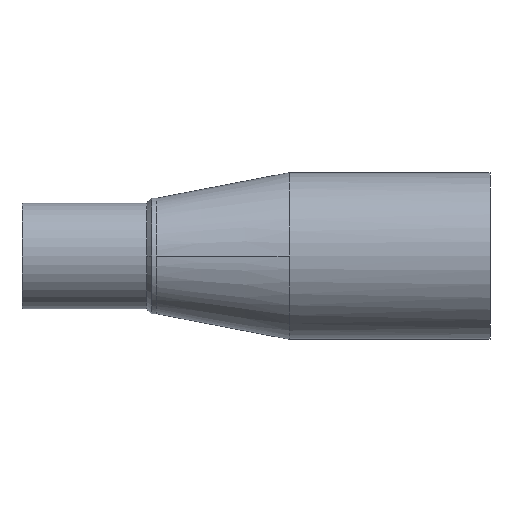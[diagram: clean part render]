
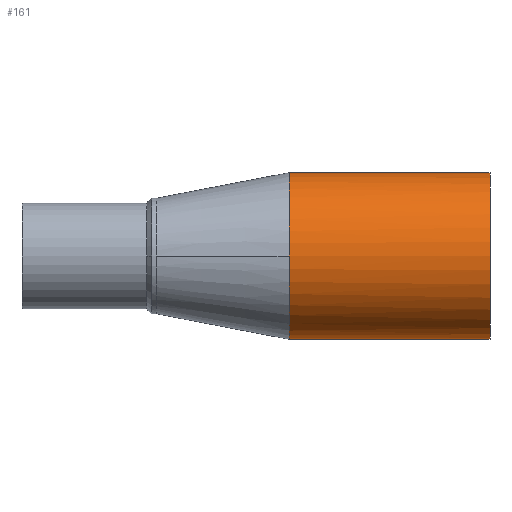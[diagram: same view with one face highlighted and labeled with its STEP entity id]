
A CAD part, front view. The second image highlights one B-rep face of the part: STEP entity #161.
In plain terms, the highlighted cylindrical face has radius 31.5 mm (diameter 63 mm), a partial arc.
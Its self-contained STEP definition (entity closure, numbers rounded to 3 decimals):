
#161 = ADVANCED_FACE( '', ( #395 ), #396, .T. );
#173 = VERTEX_POINT( '', #409 );
#189 = VERTEX_POINT( '', #427 );
#193 = VERTEX_POINT( '', #432 );
#197 = EDGE_CURVE( '', #211, #249, #436, .T. );
#209 = EDGE_CURVE( '', #249, #189, #448, .T. );
#211 = VERTEX_POINT( '', #450 );
#249 = VERTEX_POINT( '', #489 );
#251 = EDGE_CURVE( '', #173, #193, #491, .T. );
#275 = EDGE_CURVE( '', #193, #211, #517, .T. );
#281 = EDGE_CURVE( '', #189, #173, #523, .T. );
#395 = FACE_OUTER_BOUND( '', #698, .T. );
#396 = CYLINDRICAL_SURFACE( '', #699, 31.5 );
#409 = CARTESIAN_POINT( '', ( 177., 0., -31.5 ) );
#427 = CARTESIAN_POINT( '', ( 101., 0., -31.5 ) );
#432 = CARTESIAN_POINT( '', ( 177., 0., 31.5 ) );
#436 = B_SPLINE_CURVE_WITH_KNOTS( '', 3, ( #1106, #1107, #1108, #1109, #1110, #1111, #1112, #1113, #1114, #1115, #1116 ), .UNSPECIFIED., .F., .F., ( 4, 1, 1, 1, 1, 1, 1, 1, 4 ), ( 1.571, 1.767, 1.963, 2.16, 2.356, 2.553, 2.749, 2.945, 3.142 ), .UNSPECIFIED. );
#448 = B_SPLINE_CURVE_WITH_KNOTS( '', 3, ( #1157, #1158, #1159, #1160, #1161, #1162, #1163, #1164, #1165, #1166, #1167 ), .UNSPECIFIED., .F., .F., ( 4, 1, 1, 1, 1, 1, 1, 1, 4 ), ( 3.142, 3.338, 3.534, 3.731, 3.927, 4.123, 4.32, 4.516, 4.712 ), .UNSPECIFIED. );
#450 = CARTESIAN_POINT( '', ( 101., 0., 31.5 ) );
#489 = CARTESIAN_POINT( '', ( 101., -31.5, 0. ) );
#491 = CIRCLE( '', #1289, 31.5 );
#517 = LINE( '', #1355, #1356 );
#523 = LINE( '', #1368, #1369 );
#698 = EDGE_LOOP( '', ( #2578, #2579, #2580, #2581, #2582 ) );
#699 = AXIS2_PLACEMENT_3D( '', #2583, #2584, #2585 );
#1106 = CARTESIAN_POINT( '', ( 101., 0., 31.5 ) );
#1107 = CARTESIAN_POINT( '', ( 101., -2.062, 31.5 ) );
#1108 = CARTESIAN_POINT( '', ( 101., -6.185, 31.094 ) );
#1109 = CARTESIAN_POINT( '', ( 101., -12.132, 29.29 ) );
#1110 = CARTESIAN_POINT( '', ( 101., -17.613, 26.36 ) );
#1111 = CARTESIAN_POINT( '', ( 101., -22.417, 22.417 ) );
#1112 = CARTESIAN_POINT( '', ( 101., -26.36, 17.613 ) );
#1113 = CARTESIAN_POINT( '', ( 101., -29.29, 12.132 ) );
#1114 = CARTESIAN_POINT( '', ( 101., -31.094, 6.185 ) );
#1115 = CARTESIAN_POINT( '', ( 101., -31.5, 2.062 ) );
#1116 = CARTESIAN_POINT( '', ( 101., -31.5, 0. ) );
#1157 = CARTESIAN_POINT( '', ( 101., -31.5, 0. ) );
#1158 = CARTESIAN_POINT( '', ( 101., -31.5, -2.062 ) );
#1159 = CARTESIAN_POINT( '', ( 101., -31.094, -6.185 ) );
#1160 = CARTESIAN_POINT( '', ( 101., -29.29, -12.132 ) );
#1161 = CARTESIAN_POINT( '', ( 101., -26.36, -17.613 ) );
#1162 = CARTESIAN_POINT( '', ( 101., -22.417, -22.417 ) );
#1163 = CARTESIAN_POINT( '', ( 101., -17.613, -26.36 ) );
#1164 = CARTESIAN_POINT( '', ( 101., -12.132, -29.29 ) );
#1165 = CARTESIAN_POINT( '', ( 101., -6.185, -31.094 ) );
#1166 = CARTESIAN_POINT( '', ( 101., -2.062, -31.5 ) );
#1167 = CARTESIAN_POINT( '', ( 101., 0., -31.5 ) );
#1289 = AXIS2_PLACEMENT_3D( '', #2655, #2656, #2657 );
#1355 = CARTESIAN_POINT( '', ( 101., 0., 31.5 ) );
#1356 = VECTOR( '', #2679, 1. );
#1368 = CARTESIAN_POINT( '', ( 101., 0., -31.5 ) );
#1369 = VECTOR( '', #2683, 1. );
#2578 = ORIENTED_EDGE( '', *, *, #281, .T. );
#2579 = ORIENTED_EDGE( '', *, *, #251, .T. );
#2580 = ORIENTED_EDGE( '', *, *, #275, .T. );
#2581 = ORIENTED_EDGE( '', *, *, #197, .T. );
#2582 = ORIENTED_EDGE( '', *, *, #209, .T. );
#2583 = CARTESIAN_POINT( '', ( 101., 0., 0. ) );
#2584 = DIRECTION( '', ( -1., 0., 0. ) );
#2585 = DIRECTION( '', ( 0., 0., -1. ) );
#2655 = CARTESIAN_POINT( '', ( 177., 0., 0. ) );
#2656 = DIRECTION( '', ( -1., 0., 0. ) );
#2657 = DIRECTION( '', ( 0., 0., -1. ) );
#2679 = DIRECTION( '', ( -1., 0., 0. ) );
#2683 = DIRECTION( '', ( 1., 0., 0. ) );
